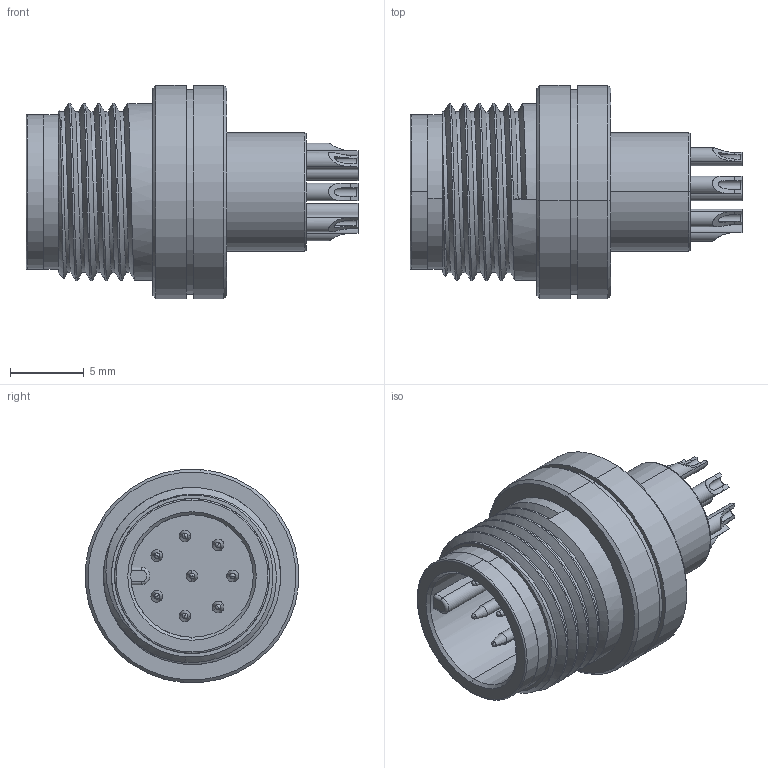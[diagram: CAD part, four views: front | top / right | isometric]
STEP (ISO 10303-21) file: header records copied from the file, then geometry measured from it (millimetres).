
FILE_DESCRIPTION (( 'STEP AP203' ), '1' );
FILE_NAME ('50-00962.STEP', '2020-10-15T16:01:36', ( '' ), ( '' ), 'SwSTEP 2.0', 'SolidWorks 2015', '' );
FILE_SCHEMA (( 'CONFIG_CONTROL_DESIGN' ));
Length unit declared in the file: millimetre
Products named in the file (4): 50-00962-01___; 50-00962-03___; 50-00962; 50-00962-02___
Assembly tree (10 placements, depth 2):
  50-00962
    50-00962-01___
    50-00962-02___
    50-00962-03___  x8
Bounding box: 22.5 x 14.45 x 14.45 mm (x, y, z)
Volume: 1438.8 mm3; surface area: 2985.4 mm2
Topology: 10 solids, 10 shells, 387 faces, 847 edges, 512 vertices
Faces by surface type: cylinder 170, plane 80, cone 65, torus 53, sphere 16, bspline 3
Entity records: 5677 total; most frequent: CARTESIAN_POINT 1774, DIRECTION 762, ORIENTED_EDGE 640, AXIS2_PLACEMENT_3D 326, EDGE_CURVE 320, VERTEX_POINT 204, EDGE_LOOP 180, CIRCLE 174
